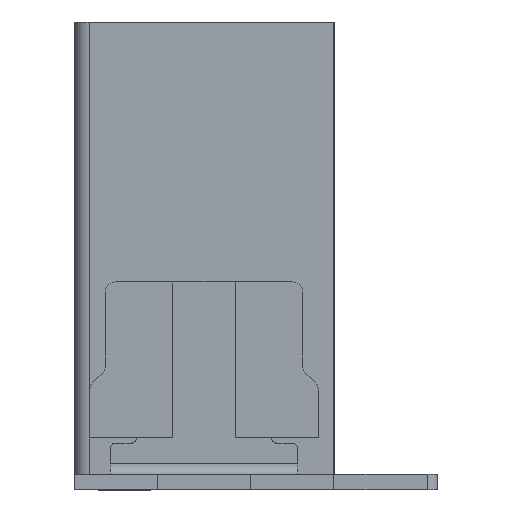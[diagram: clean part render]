
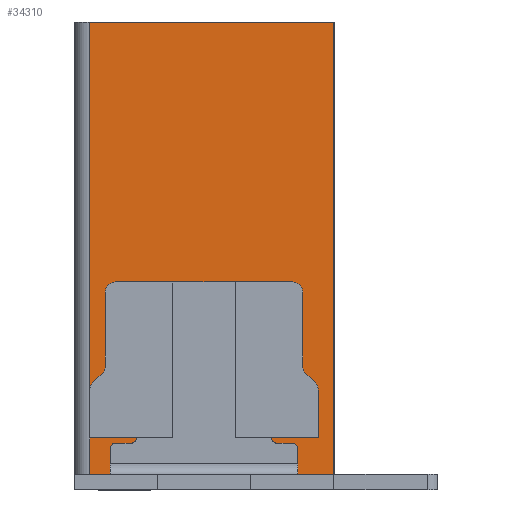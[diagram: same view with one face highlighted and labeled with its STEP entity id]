
A CAD part, left-side view. The second image highlights one B-rep face of the part: STEP entity #34310.
In plain terms, the highlighted face is planar.
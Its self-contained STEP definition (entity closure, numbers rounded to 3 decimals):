
#5610=CARTESIAN_POINT('',(-13.539,-12.522,-14.95));
#5620=DIRECTION('',(0.,-1.,0.));
#5630=VECTOR('',#5620,1.);
#5640=LINE('',#5610,#5630);
#5650=CARTESIAN_POINT('',(-13.539,-12.522,-14.95));
#5660=VERTEX_POINT('',#5650);
#5670=CARTESIAN_POINT('',(-13.539,-17.222,-14.95));
#5680=VERTEX_POINT('',#5670);
#5690=EDGE_CURVE('',#5660,#5680,#5640,.T.);
#19970=CARTESIAN_POINT('',(-4.539,-17.222,-14.95));
#19980=VERTEX_POINT('',#19970);
#20010=CARTESIAN_POINT('',(-13.539,-17.222,-14.95));
#20020=DIRECTION('',(1.,0.,0.));
#20030=VECTOR('',#20020,1.);
#20040=LINE('',#20010,#20030);
#20050=EDGE_CURVE('',#5680,#19980,#20040,.T.);
#28070=CARTESIAN_POINT('',(-4.539,-12.522,-14.95));
#28080=VERTEX_POINT('',#28070);
#28110=CARTESIAN_POINT('',(-4.539,-17.222,-14.95));
#28120=DIRECTION('',(0.,1.,0.));
#28130=VECTOR('',#28120,1.);
#28140=LINE('',#28110,#28130);
#28150=EDGE_CURVE('',#19980,#28080,#28140,.T.);
#32790=CARTESIAN_POINT('',(-6.456,-12.522,-14.95));
#32800=DIRECTION('',(-1.,0.,0.));
#32810=VECTOR('',#32800,1.);
#32820=LINE('',#32790,#32810);
#32830=CARTESIAN_POINT('',(-6.456,-12.522,-14.95));
#32840=VERTEX_POINT('',#32830);
#32850=EDGE_CURVE('',#32840,#5660,#32820,.T.);
#32910=CARTESIAN_POINT('',(-5.539,-12.522,-14.95));
#32920=VERTEX_POINT('',#32910);
#32950=CARTESIAN_POINT('',(-4.539,-12.522,-14.95));
#32960=DIRECTION('',(-1.,0.,0.));
#32970=VECTOR('',#32960,1.);
#32980=LINE('',#32950,#32970);
#32990=EDGE_CURVE('',#28080,#32920,#32980,.T.);
#33110=CARTESIAN_POINT('',(-6.774,-17.722,-14.95));
#33120=DIRECTION('',(0.,0.,1.));
#33130=DIRECTION('',(-1.,0.,0.));
#33140=AXIS2_PLACEMENT_3D('',#33110,#33120,#33130);
#33150=PLANE('',#33140);
#33160=CARTESIAN_POINT('',(-5.539,-12.522,-14.95));
#33170=DIRECTION('',(0.,-1.,0.));
#33180=VECTOR('',#33170,1.);
#33190=LINE('',#33160,#33180);
#33200=CARTESIAN_POINT('',(-5.539,-16.922,-14.95));
#33210=VERTEX_POINT('',#33200);
#33220=EDGE_CURVE('',#32920,#33210,#33190,.T.);
#33230=ORIENTED_EDGE('',*,*,#33220,.F.);
#33240=CARTESIAN_POINT('',(-5.539,-16.922,-14.95));
#33250=DIRECTION('',(-1.,0.,0.));
#33260=VECTOR('',#33250,1.);
#33270=LINE('',#33240,#33260);
#33280=CARTESIAN_POINT('',(-6.456,-16.922,-14.95));
#33290=VERTEX_POINT('',#33280);
#33300=EDGE_CURVE('',#33210,#33290,#33270,.T.);
#33310=ORIENTED_EDGE('',*,*,#33300,.F.);
#33320=CARTESIAN_POINT('',(-6.456,-16.722,-14.95));
#33330=DIRECTION('',(0.,0.,1.));
#33340=DIRECTION('',(-0.707,-0.707,0.));
#33350=AXIS2_PLACEMENT_3D('',#33320,#33330,#33340);
#33360=CIRCLE('',#33350,0.2);
#33370=CARTESIAN_POINT('',(-6.597,-16.863,-14.95));
#33380=VERTEX_POINT('',#33370);
#33390=EDGE_CURVE('',#33380,#33290,#33360,.T.);
#33400=ORIENTED_EDGE('',*,*,#33390,.T.);
#33410=CARTESIAN_POINT('',(-6.78,-16.68,-14.95));
#33420=DIRECTION('',(0.707,-0.707,0.));
#33430=VECTOR('',#33420,1.);
#33440=LINE('',#33410,#33430);
#33450=CARTESIAN_POINT('',(-6.78,-16.68,-14.95));
#33460=VERTEX_POINT('',#33450);
#33470=EDGE_CURVE('',#33460,#33380,#33440,.T.);
#33480=ORIENTED_EDGE('',*,*,#33470,.T.);
#33490=CARTESIAN_POINT('',(-6.922,-16.822,-14.95));
#33500=DIRECTION('',(0.,0.,-1.));
#33510=DIRECTION('',(0.,1.,0.));
#33520=AXIS2_PLACEMENT_3D('',#33490,#33500,#33510);
#33530=CIRCLE('',#33520,0.2);
#33540=CARTESIAN_POINT('',(-6.922,-16.622,-14.95));
#33550=VERTEX_POINT('',#33540);
#33560=EDGE_CURVE('',#33550,#33460,#33530,.T.);
#33570=ORIENTED_EDGE('',*,*,#33560,.T.);
#33580=CARTESIAN_POINT('',(-6.922,-16.622,-14.95));
#33590=DIRECTION('',(-1.,0.,0.));
#33600=VECTOR('',#33590,1.);
#33610=LINE('',#33580,#33600);
#33620=CARTESIAN_POINT('',(-8.339,-16.622,-14.95));
#33630=VERTEX_POINT('',#33620);
#33640=EDGE_CURVE('',#33550,#33630,#33610,.T.);
#33650=ORIENTED_EDGE('',*,*,#33640,.F.);
#33660=CARTESIAN_POINT('',(-8.339,-16.422,-14.95));
#33670=DIRECTION('',(0.,0.,1.));
#33680=DIRECTION('',(-1.,0.,0.));
#33690=AXIS2_PLACEMENT_3D('',#33660,#33670,#33680);
#33700=CIRCLE('',#33690,0.2);
#33710=CARTESIAN_POINT('',(-8.539,-16.422,-14.95));
#33720=VERTEX_POINT('',#33710);
#33730=EDGE_CURVE('',#33720,#33630,#33700,.T.);
#33740=ORIENTED_EDGE('',*,*,#33730,.T.);
#33750=CARTESIAN_POINT('',(-8.539,-16.422,-14.95));
#33760=DIRECTION('',(0.,1.,0.));
#33770=VECTOR('',#33760,1.);
#33780=LINE('',#33750,#33770);
#33790=CARTESIAN_POINT('',(-8.539,-13.022,-14.95));
#33800=VERTEX_POINT('',#33790);
#33810=EDGE_CURVE('',#33720,#33800,#33780,.T.);
#33820=ORIENTED_EDGE('',*,*,#33810,.F.);
#33830=CARTESIAN_POINT('',(-8.339,-13.022,-14.95));
#33840=DIRECTION('',(0.,0.,1.));
#33850=DIRECTION('',(0.,1.,0.));
#33860=AXIS2_PLACEMENT_3D('',#33830,#33840,#33850);
#33870=CIRCLE('',#33860,0.2);
#33880=CARTESIAN_POINT('',(-8.339,-12.822,-14.95));
#33890=VERTEX_POINT('',#33880);
#33900=EDGE_CURVE('',#33890,#33800,#33870,.T.);
#33910=ORIENTED_EDGE('',*,*,#33900,.T.);
#33920=CARTESIAN_POINT('',(-8.339,-12.822,-14.95));
#33930=DIRECTION('',(1.,0.,0.));
#33940=VECTOR('',#33930,1.);
#33950=LINE('',#33920,#33940);
#33960=CARTESIAN_POINT('',(-6.922,-12.822,-14.95));
#33970=VERTEX_POINT('',#33960);
#33980=EDGE_CURVE('',#33890,#33970,#33950,.T.);
#33990=ORIENTED_EDGE('',*,*,#33980,.F.);
#34000=CARTESIAN_POINT('',(-6.922,-12.622,-14.95));
#34010=DIRECTION('',(0.,0.,-1.));
#34020=DIRECTION('',(0.707,-0.707,0.));
#34030=AXIS2_PLACEMENT_3D('',#34000,#34010,#34020);
#34040=CIRCLE('',#34030,0.2);
#34050=CARTESIAN_POINT('',(-6.78,-12.763,-14.95));
#34060=VERTEX_POINT('',#34050);
#34070=EDGE_CURVE('',#34060,#33970,#34040,.T.);
#34080=ORIENTED_EDGE('',*,*,#34070,.T.);
#34090=CARTESIAN_POINT('',(-6.597,-12.58,-14.95));
#34100=DIRECTION('',(-0.707,-0.707,0.));
#34110=VECTOR('',#34100,1.);
#34120=LINE('',#34090,#34110);
#34130=CARTESIAN_POINT('',(-6.597,-12.58,-14.95));
#34140=VERTEX_POINT('',#34130);
#34150=EDGE_CURVE('',#34140,#34060,#34120,.T.);
#34160=ORIENTED_EDGE('',*,*,#34150,.T.);
#34170=CARTESIAN_POINT('',(-6.456,-12.722,-14.95));
#34180=DIRECTION('',(0.,0.,1.));
#34190=DIRECTION('',(0.,1.,0.));
#34200=AXIS2_PLACEMENT_3D('',#34170,#34180,#34190);
#34210=CIRCLE('',#34200,0.2);
#34220=EDGE_CURVE('',#32840,#34140,#34210,.T.);
#34230=ORIENTED_EDGE('',*,*,#34220,.T.);
#34240=ORIENTED_EDGE('',*,*,#32850,.F.);
#34250=ORIENTED_EDGE('',*,*,#5690,.F.);
#34260=ORIENTED_EDGE('',*,*,#20050,.F.);
#34270=ORIENTED_EDGE('',*,*,#28150,.F.);
#34280=ORIENTED_EDGE('',*,*,#32990,.F.);
#34290=EDGE_LOOP('',(#34280,#34270,#34260,#34250,#34240,#34230,#34160,
#34080,#33990,#33910,#33820,#33740,#33650,#33570,#33480,#33400,#33310,
#33230));
#34300=FACE_OUTER_BOUND('',#34290,.T.);
#34310=ADVANCED_FACE('',(#34300),#33150,.F.);
